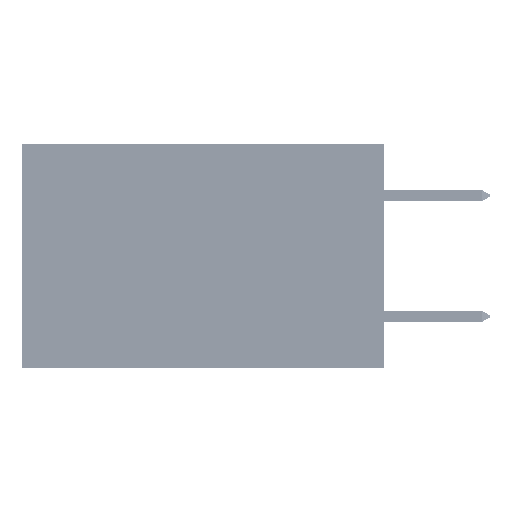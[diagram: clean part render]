
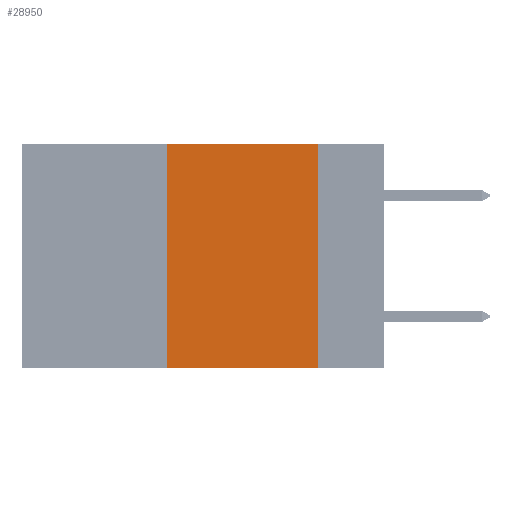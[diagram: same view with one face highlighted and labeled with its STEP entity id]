
A CAD part, left-side view. The second image highlights one B-rep face of the part: STEP entity #28950.
In plain terms, the highlighted planar face has unit normal (-1, 0, 0).
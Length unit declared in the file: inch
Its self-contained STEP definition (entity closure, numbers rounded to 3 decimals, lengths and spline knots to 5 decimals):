
#1072 = CARTESIAN_POINT ( 'NONE',  ( 0., 0.36, -0.37 ) ) ;
#1157 = VECTOR ( 'NONE', #5369, 39.37008 ) ;
#2265 = LINE ( 'NONE', #7655, #3889 ) ;
#3604 = DIRECTION ( 'NONE',  ( 1., 0., 0. ) ) ;
#3641 = CARTESIAN_POINT ( 'NONE',  ( 0., 0.11, 0. ) ) ;
#3889 = VECTOR ( 'NONE', #21407, 39.37008 ) ;
#5149 = ORIENTED_EDGE ( 'NONE', *, *, #37009, .F. ) ;
#5369 = DIRECTION ( 'NONE',  ( 0., -1., 0. ) ) ;
#6353 = EDGE_CURVE ( 'NONE', #9195, #23853, #2265, .T. ) ;
#7132 = ORIENTED_EDGE ( 'NONE', *, *, #6353, .F. ) ;
#7655 = CARTESIAN_POINT ( 'NONE',  ( 0., 0.36, 0. ) ) ;
#9195 = VERTEX_POINT ( 'NONE', #1072 ) ;
#9838 = LINE ( 'NONE', #25336, #22298 ) ;
#11319 = VERTEX_POINT ( 'NONE', #3641 ) ;
#12840 = ORIENTED_EDGE ( 'NONE', *, *, #29910, .F. ) ;
#14887 = FACE_OUTER_BOUND ( 'NONE', #17902, .T. ) ;
#16285 = EDGE_CURVE ( 'NONE', #9195, #21113, #33031, .T. ) ;
#17902 = EDGE_LOOP ( 'NONE', ( #12840, #5149, #7132, #42152 ) ) ;
#18872 = CARTESIAN_POINT ( 'NONE',  ( 0., 0.6, 0. ) ) ;
#21071 = CARTESIAN_POINT ( 'NONE',  ( 0., 0.36, 0. ) ) ;
#21113 = VERTEX_POINT ( 'NONE', #38377 ) ;
#21407 = DIRECTION ( 'NONE',  ( 0., 0., 1. ) ) ;
#21434 = DIRECTION ( 'NONE',  ( 0., 0., -1. ) ) ;
#22298 = VECTOR ( 'NONE', #28966, 39.37008 ) ;
#22691 = VECTOR ( 'NONE', #43265, 39.37008 ) ;
#23853 = VERTEX_POINT ( 'NONE', #21071 ) ;
#25149 = AXIS2_PLACEMENT_3D ( 'NONE', #34642, #3604, #21434 ) ;
#25336 = CARTESIAN_POINT ( 'NONE',  ( 0., 0.11, 0. ) ) ;
#25789 = CARTESIAN_POINT ( 'NONE',  ( 0., 0.6, -0.37 ) ) ;
#27669 = PLANE ( 'NONE',  #25149 ) ;
#28950 = ADVANCED_FACE ( 'NONE', ( #14887 ), #27669, .F. ) ;
#28966 = DIRECTION ( 'NONE',  ( 0., 0., -1. ) ) ;
#29910 = EDGE_CURVE ( 'NONE', #11319, #21113, #9838, .T. ) ;
#33031 = LINE ( 'NONE', #25789, #22691 ) ;
#34642 = CARTESIAN_POINT ( 'NONE',  ( 0., 0.6, 0. ) ) ;
#37009 = EDGE_CURVE ( 'NONE', #23853, #11319, #42400, .T. ) ;
#38377 = CARTESIAN_POINT ( 'NONE',  ( 0., 0.11, -0.37 ) ) ;
#42152 = ORIENTED_EDGE ( 'NONE', *, *, #16285, .T. ) ;
#42400 = LINE ( 'NONE', #18872, #1157 ) ;
#43265 = DIRECTION ( 'NONE',  ( 0., -1., 0. ) ) ;
